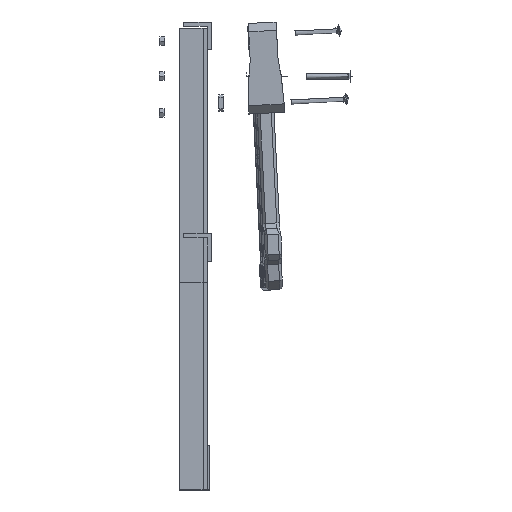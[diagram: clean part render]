
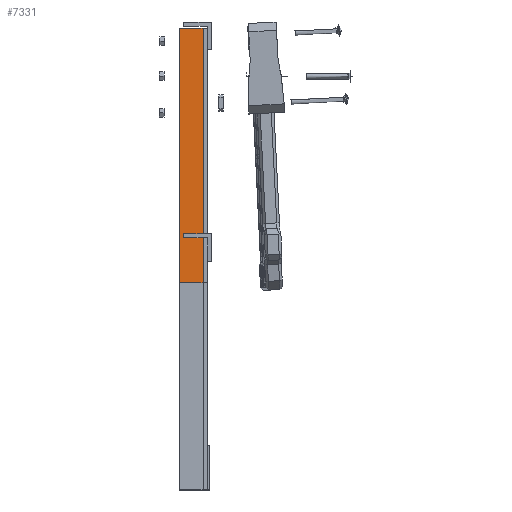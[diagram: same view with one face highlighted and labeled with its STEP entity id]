
A CAD part, left-side view. The second image highlights one B-rep face of the part: STEP entity #7331.
In plain terms, the highlighted free-form (B-spline) face has degree [1, 1] with [2, 2] control points.
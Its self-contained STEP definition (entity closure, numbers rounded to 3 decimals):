
#167=B_SPLINE_CURVE_WITH_KNOTS('',1,(#51288,#51289),.UNSPECIFIED.,.F.,.F.,
(2,2),(2.875,5.),.UNSPECIFIED.);
#173=B_SPLINE_CURVE_WITH_KNOTS('',1,(#51300,#51301),.UNSPECIFIED.,.F.,.F.,
(2,2),(2.875,5.),.UNSPECIFIED.);
#177=B_SPLINE_CURVE_WITH_KNOTS('',1,(#51308,#51309),.UNSPECIFIED.,.F.,.F.,
(2,2),(0.,22.84),.UNSPECIFIED.);
#178=B_SPLINE_CURVE_WITH_KNOTS('',1,(#51310,#51311),.UNSPECIFIED.,.F.,.F.,
(2,2),(0.,22.84),.UNSPECIFIED.);
#7331=ADVANCED_FACE('',(#10622),#45601,.T.);
#10622=FACE_OUTER_BOUND('',#13917,.T.);
#13917=EDGE_LOOP('',(#17725,#17726,#17727,#17728));
#17725=ORIENTED_EDGE('',*,*,#32997,.T.);
#17726=ORIENTED_EDGE('',*,*,#32992,.T.);
#17727=ORIENTED_EDGE('',*,*,#32996,.F.);
#17728=ORIENTED_EDGE('',*,*,#32986,.F.);
#32986=EDGE_CURVE('',#40677,#40678,#167,.T.);
#32992=EDGE_CURVE('',#40683,#40684,#173,.T.);
#32996=EDGE_CURVE('',#40678,#40684,#177,.T.);
#32997=EDGE_CURVE('',#40677,#40683,#178,.T.);
#40677=VERTEX_POINT('',#51453);
#40678=VERTEX_POINT('',#51454);
#40683=VERTEX_POINT('',#51459);
#40684=VERTEX_POINT('',#51460);
#45601=B_SPLINE_SURFACE_WITH_KNOTS('',1,1,((#51400,#51401),(#51402,#51403)),
.UNSPECIFIED.,.F.,.F.,.F.,(2,2),(2,2),(-5.,-2.875),(0.,22.84),
.UNSPECIFIED.);
#51288=CARTESIAN_POINT('',(-11.862,69.725,58.379));
#51289=CARTESIAN_POINT('',(-11.862,67.6,58.379));
#51300=CARTESIAN_POINT('',(-11.862,69.725,35.539));
#51301=CARTESIAN_POINT('',(-11.862,67.6,35.539));
#51308=CARTESIAN_POINT('',(-11.862,67.6,58.379));
#51309=CARTESIAN_POINT('',(-11.862,67.6,35.539));
#51310=CARTESIAN_POINT('',(-11.862,69.725,58.379));
#51311=CARTESIAN_POINT('',(-11.862,69.725,35.539));
#51400=CARTESIAN_POINT('',(-11.862,67.6,58.379));
#51401=CARTESIAN_POINT('',(-11.862,67.6,35.539));
#51402=CARTESIAN_POINT('',(-11.862,69.725,58.379));
#51403=CARTESIAN_POINT('',(-11.862,69.725,35.539));
#51453=CARTESIAN_POINT('',(-11.862,69.725,58.379));
#51454=CARTESIAN_POINT('',(-11.862,67.6,58.379));
#51459=CARTESIAN_POINT('',(-11.862,69.725,35.539));
#51460=CARTESIAN_POINT('',(-11.862,67.6,35.539));
